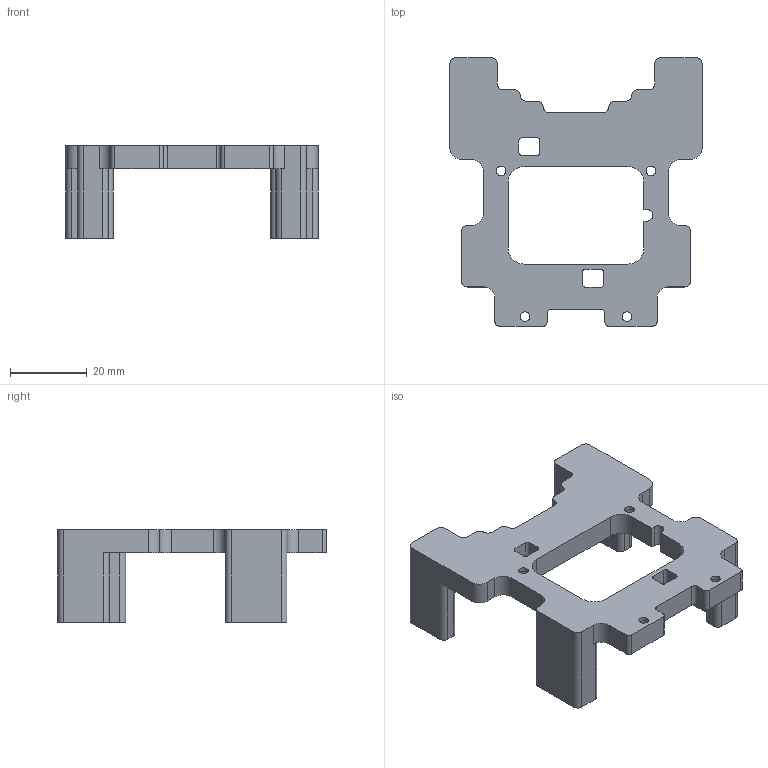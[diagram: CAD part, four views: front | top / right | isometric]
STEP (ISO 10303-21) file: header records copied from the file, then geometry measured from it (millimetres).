
FILE_DESCRIPTION(/* description */ (''),/* implementation_level */ '2;1');
FILE_NAME(/* name */ 'moiuting-tool.stp',/* time_stamp */ '2025-04-01T01:26:38+02:00',/* author */ ('merges'),/* organization */ (''),/* preprocessor_version */ 'ST-DEVELOPER v19',/* originating_system */ 'Autodesk Inventor 2023',/* authorisation */ '');
FILE_SCHEMA (('AUTOMOTIVE_DESIGN { 1 0 10303 214 3 1 1 }'));
Length unit declared in the file: millimetre
Products named in the file (1): moiuting-tool
Bounding box: 65.6 x 69.8 x 24 mm (x, y, z)
Volume: 21863 mm3; surface area: 11447.1 mm2
Topology: 1 solids, 1 shells, 139 faces, 396 edges, 265 vertices
Faces by surface type: plane 70, cylinder 69
Full cylindrical faces by diameter (mm): 2.5 x4, 4 x4
Entity records: 4650 total; most frequent: DIRECTION 814, CARTESIAN_POINT 801, ORIENTED_EDGE 792, EDGE_CURVE 396, AXIS2_PLACEMENT_3D 278, VERTEX_POINT 264, LINE 258, VECTOR 258
